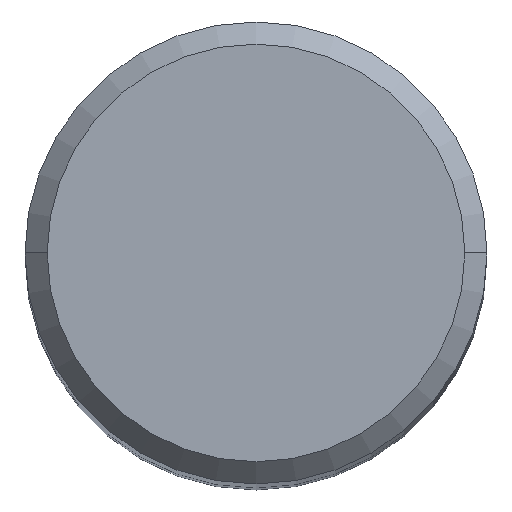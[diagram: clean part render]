
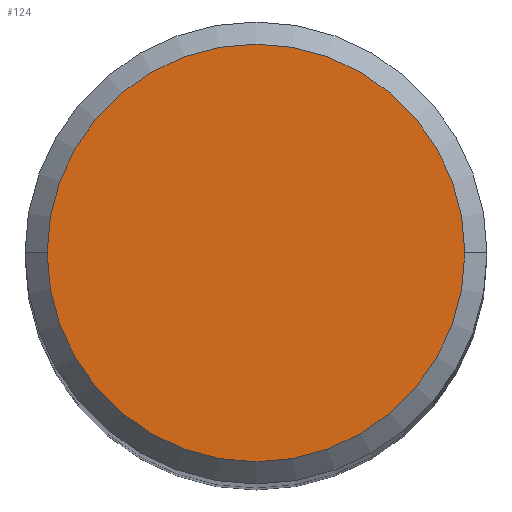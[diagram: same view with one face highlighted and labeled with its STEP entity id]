
A CAD part, top view. The second image highlights one B-rep face of the part: STEP entity #124.
In plain terms, the highlighted planar face has unit normal (0, 0, 1).
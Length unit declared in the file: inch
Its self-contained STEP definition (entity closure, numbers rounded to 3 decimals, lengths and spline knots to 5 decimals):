
#4 = CARTESIAN_POINT ( 'NONE',  ( 0., 0., 2.5 ) ) ;
#13 = DIRECTION ( 'NONE',  ( 1., 0., 0. ) ) ;
#24 = EDGE_CURVE ( 'NONE', #239, #264, #253, .T. ) ;
#71 = FACE_OUTER_BOUND ( 'NONE', #132, .T. ) ;
#76 = CARTESIAN_POINT ( 'NONE',  ( 0.14125, 0., 2.5 ) ) ;
#77 = CIRCLE ( 'NONE', #109, 0.14125 ) ;
#93 = DIRECTION ( 'NONE',  ( 0., 0., 1. ) ) ;
#102 = DIRECTION ( 'NONE',  ( 1., 0., 0. ) ) ;
#109 = AXIS2_PLACEMENT_3D ( 'NONE', #240, #93, #273 ) ;
#124 = ADVANCED_FACE ( 'NONE', ( #71 ), #184, .T. ) ;
#132 = EDGE_LOOP ( 'NONE', ( #206, #211 ) ) ;
#158 = DIRECTION ( 'NONE',  ( 0., 0., 1. ) ) ;
#174 = AXIS2_PLACEMENT_3D ( 'NONE', #4, #248, #102 ) ;
#184 = PLANE ( 'NONE',  #243 ) ;
#206 = ORIENTED_EDGE ( 'NONE', *, *, #24, .T. ) ;
#209 = CARTESIAN_POINT ( 'NONE',  ( -0.14125, 0., 2.5 ) ) ;
#211 = ORIENTED_EDGE ( 'NONE', *, *, #274, .T. ) ;
#239 = VERTEX_POINT ( 'NONE', #209 ) ;
#240 = CARTESIAN_POINT ( 'NONE',  ( 0., 0., 2.5 ) ) ;
#243 = AXIS2_PLACEMENT_3D ( 'NONE', #261, #158, #13 ) ;
#248 = DIRECTION ( 'NONE',  ( 0., 0., 1. ) ) ;
#253 = CIRCLE ( 'NONE', #174, 0.14125 ) ;
#261 = CARTESIAN_POINT ( 'NONE',  ( 0., 0., 2.5 ) ) ;
#264 = VERTEX_POINT ( 'NONE', #76 ) ;
#273 = DIRECTION ( 'NONE',  ( 1., 0., 0. ) ) ;
#274 = EDGE_CURVE ( 'NONE', #264, #239, #77, .T. ) ;
